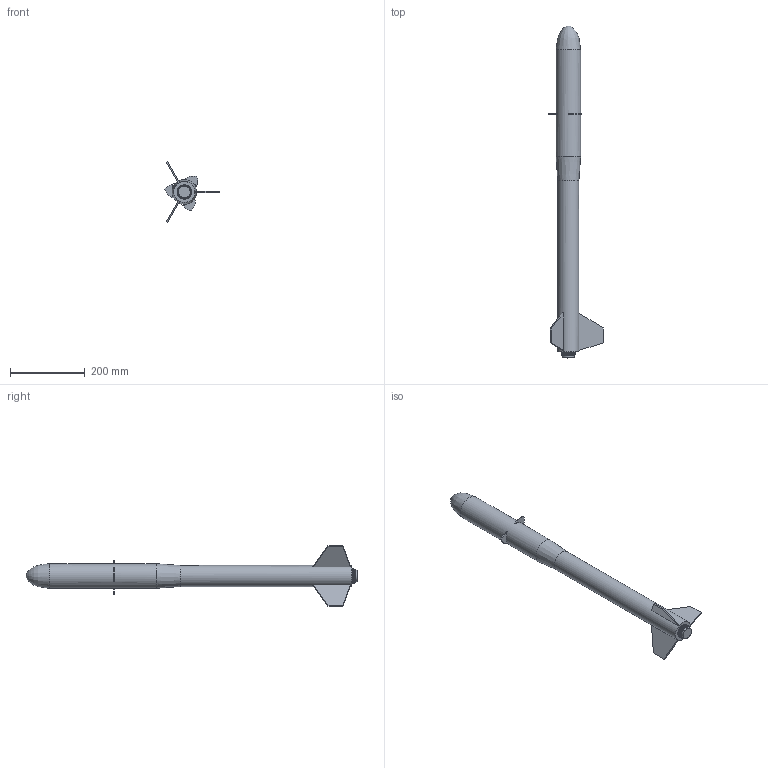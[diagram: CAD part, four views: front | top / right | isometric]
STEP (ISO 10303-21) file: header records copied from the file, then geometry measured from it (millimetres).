
FILE_DESCRIPTION(/* description */ (''),/* implementation_level */ '2;1');
FILE_NAME(/* name */ 'Simplified Full Flaps.stp',/* time_stamp */ '2021-12-17T20:29:33-06:00',/* author */ ('judso'),/* organization */ (''),/* preprocessor_version */ 'ST-DEVELOPER v18.1',/* originating_system */ 'Autodesk Inventor 2022',/* authorisation */ '');
FILE_SCHEMA (('AUTOMOTIVE_DESIGN { 1 0 10303 214 3 1 1 }'));
Length unit declared in the file: millimetre
Products named in the file (1): Simplified Full Flaps
Bounding box: 145.32 x 887.1 x 162.94 mm (x, y, z)
Volume: 2504324.3 mm3; surface area: 199761.8 mm2
Topology: 1 solids, 1 shells, 4104 faces, 6761 edges, 2664 vertices
Faces by surface type: plane 4090, cylinder 12, bspline 1, cone 1
Full cylindrical faces by diameter (mm): 31.242 x1, 56.3 x1, 66 x1
Entity records: 89813 total; most frequent: DIRECTION 15010, CARTESIAN_POINT 13597, ORIENTED_EDGE 13520, EDGE_CURVE 6760, LINE 6716, VECTOR 6716, AXIS2_PLACEMENT_3D 4147, EDGE_LOOP 4110
